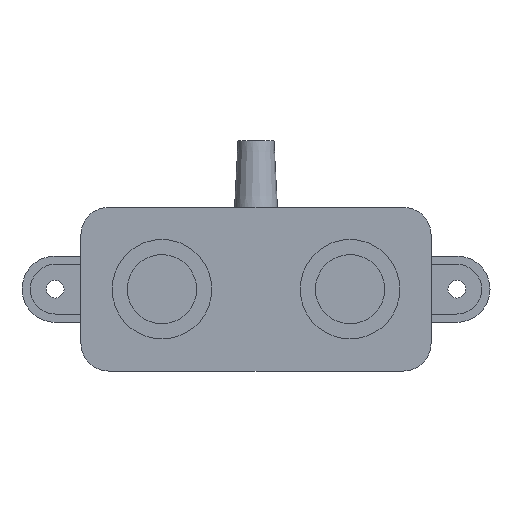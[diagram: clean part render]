
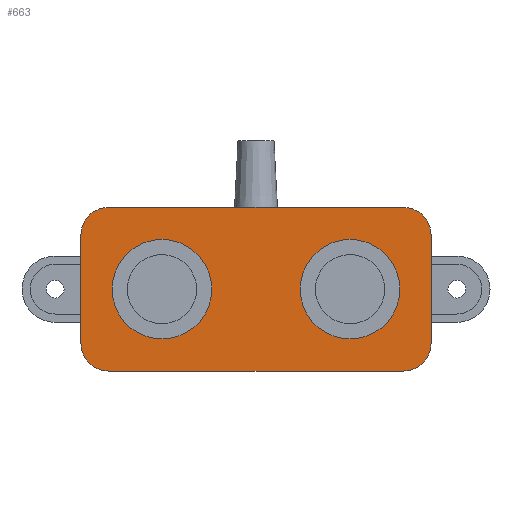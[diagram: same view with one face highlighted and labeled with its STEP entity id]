
A CAD part, front view. The second image highlights one B-rep face of the part: STEP entity #663.
In plain terms, the highlighted planar face has unit normal (0, -1, 0).
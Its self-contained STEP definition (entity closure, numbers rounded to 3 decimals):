
#20=FACE_BOUND('',#124,.T.);
#21=FACE_BOUND('',#125,.T.);
#48=PLANE('',#737);
#80=FACE_OUTER_BOUND('',#123,.T.);
#123=EDGE_LOOP('',(#551,#552,#553,#554,#555,#556,#557,#558));
#124=EDGE_LOOP('',(#559));
#125=EDGE_LOOP('',(#560));
#151=LINE('',#987,#214);
#170=LINE('',#1040,#233);
#173=LINE('',#1048,#236);
#186=LINE('',#1095,#249);
#214=VECTOR('',#787,10.);
#233=VECTOR('',#828,10.);
#236=VECTOR('',#837,10.);
#249=VECTOR('',#888,10.);
#274=CIRCLE('',#701,5.);
#283=CIRCLE('',#713,5.);
#284=CIRCLE('',#716,5.);
#285=CIRCLE('',#719,5.);
#291=CIRCLE('',#730,9.);
#293=CIRCLE('',#734,9.);
#304=VERTEX_POINT('',#974);
#305=VERTEX_POINT('',#975);
#309=VERTEX_POINT('',#985);
#325=VERTEX_POINT('',#1021);
#332=VERTEX_POINT('',#1038);
#333=VERTEX_POINT('',#1042);
#334=VERTEX_POINT('',#1043);
#341=VERTEX_POINT('',#1063);
#347=VERTEX_POINT('',#1083);
#349=VERTEX_POINT('',#1090);
#367=EDGE_CURVE('',#304,#305,#274,.T.);
#373=EDGE_CURVE('',#304,#309,#151,.T.);
#390=EDGE_CURVE('',#325,#309,#283,.T.);
#400=EDGE_CURVE('',#325,#332,#170,.T.);
#401=EDGE_CURVE('',#333,#334,#284,.T.);
#404=EDGE_CURVE('',#333,#305,#173,.T.);
#412=EDGE_CURVE('',#341,#332,#285,.T.);
#422=EDGE_CURVE('',#347,#347,#291,.T.);
#425=EDGE_CURVE('',#349,#349,#293,.T.);
#426=EDGE_CURVE('',#341,#334,#186,.T.);
#551=ORIENTED_EDGE('',*,*,#367,.F.);
#552=ORIENTED_EDGE('',*,*,#373,.T.);
#553=ORIENTED_EDGE('',*,*,#390,.F.);
#554=ORIENTED_EDGE('',*,*,#400,.T.);
#555=ORIENTED_EDGE('',*,*,#412,.F.);
#556=ORIENTED_EDGE('',*,*,#426,.T.);
#557=ORIENTED_EDGE('',*,*,#401,.F.);
#558=ORIENTED_EDGE('',*,*,#404,.T.);
#559=ORIENTED_EDGE('',*,*,#422,.T.);
#560=ORIENTED_EDGE('',*,*,#425,.T.);
#663=ADVANCED_FACE('',(#80,#20,#21),#48,.T.);
#701=AXIS2_PLACEMENT_3D('',#976,#777,#778);
#713=AXIS2_PLACEMENT_3D('',#1022,#815,#816);
#716=AXIS2_PLACEMENT_3D('',#1044,#831,#832);
#719=AXIS2_PLACEMENT_3D('',#1064,#847,#848);
#730=AXIS2_PLACEMENT_3D('',#1085,#873,#874);
#734=AXIS2_PLACEMENT_3D('',#1092,#882,#883);
#737=AXIS2_PLACEMENT_3D('',#1096,#889,#890);
#777=DIRECTION('center_axis',(0.,1.,0.));
#778=DIRECTION('ref_axis',(-0.707,0.,-0.707));
#787=DIRECTION('',(1.,0.,0.));
#815=DIRECTION('center_axis',(0.,1.,0.));
#816=DIRECTION('ref_axis',(0.707,0.,-0.707));
#828=DIRECTION('',(0.,0.,1.));
#831=DIRECTION('center_axis',(0.,1.,0.));
#832=DIRECTION('ref_axis',(-0.707,0.,0.707));
#837=DIRECTION('',(0.,0.,-1.));
#847=DIRECTION('center_axis',(0.,1.,0.));
#848=DIRECTION('ref_axis',(0.707,0.,0.707));
#873=DIRECTION('center_axis',(0.,1.,0.));
#874=DIRECTION('ref_axis',(1.,0.,0.));
#882=DIRECTION('center_axis',(0.,1.,0.));
#883=DIRECTION('ref_axis',(1.,0.,0.));
#888=DIRECTION('',(-1.,0.,0.));
#889=DIRECTION('center_axis',(0.,-1.,0.));
#890=DIRECTION('ref_axis',(0.,0.,-1.));
#974=CARTESIAN_POINT('',(-26.65,-11.5,-14.8));
#975=CARTESIAN_POINT('',(-31.65,-11.5,-9.8));
#976=CARTESIAN_POINT('Origin',(-26.65,-11.5,-9.8));
#985=CARTESIAN_POINT('',(26.65,-11.5,-14.8));
#987=CARTESIAN_POINT('',(31.65,-11.5,-14.8));
#1021=CARTESIAN_POINT('',(31.65,-11.5,-9.8));
#1022=CARTESIAN_POINT('Origin',(26.65,-11.5,-9.8));
#1038=CARTESIAN_POINT('',(31.65,-11.5,9.8));
#1040=CARTESIAN_POINT('',(31.65,-11.5,14.8));
#1042=CARTESIAN_POINT('',(-31.65,-11.5,9.8));
#1043=CARTESIAN_POINT('',(-26.65,-11.5,14.8));
#1044=CARTESIAN_POINT('Origin',(-26.65,-11.5,9.8));
#1048=CARTESIAN_POINT('',(-31.65,-11.5,-14.8));
#1063=CARTESIAN_POINT('',(26.65,-11.5,14.8));
#1064=CARTESIAN_POINT('Origin',(26.65,-11.5,9.8));
#1083=CARTESIAN_POINT('',(8.,-11.5,0.));
#1085=CARTESIAN_POINT('Origin',(17.,-11.5,0.));
#1090=CARTESIAN_POINT('',(-26.,-11.5,0.));
#1092=CARTESIAN_POINT('Origin',(-17.,-11.5,0.));
#1095=CARTESIAN_POINT('',(-31.65,-11.5,14.8));
#1096=CARTESIAN_POINT('Origin',(0.,-11.5,0.));
